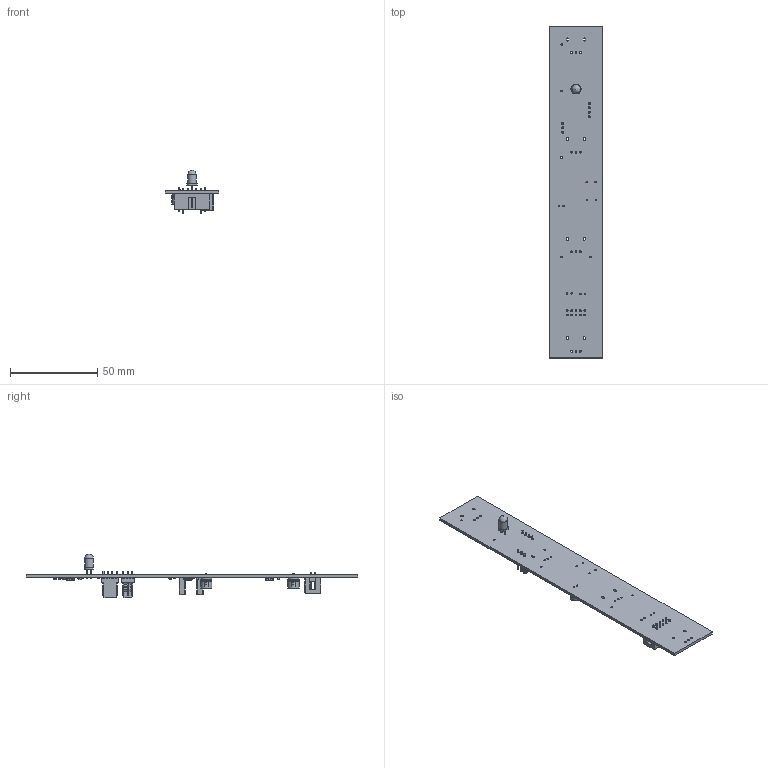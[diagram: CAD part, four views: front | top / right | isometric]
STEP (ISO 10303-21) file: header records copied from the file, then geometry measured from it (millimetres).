
FILE_DESCRIPTION(('KiCad electronic assembly'),'2;1');
FILE_NAME('envelope_follower-3D.step','2022-08-16T14:53:18',('Pcbnew'),( 'Kicad'),'Open CASCADE STEP processor 7.5','KiCad to STEP converter' ,'Unknown');
FILE_SCHEMA(('AUTOMOTIVE_DESIGN { 1 0 10303 214 1 1 1 1 }'));
Length unit declared in the file: millimetre
Products named in the file (22): envelope_follower-3D 1; LED_D5.0mm; SOLID; SOIC-8_3.9x4.9mm_P1.27mm; R_0805_2012Metric; IDC-Header_2x05_P2.54mm_Vertical; C_0805_2012Metric; D_SOD-123; C_Rect_L7.0mm_W3.5mm_P5.00mm; Molex_KK-254_AE-6410-03A_1x03_P2.54mm_Vertical; CP_Radial_D6.3mm_P2.50mm; Molex_KK-254_AE-6410-04A_1x04_P2.54mm_Vertical; tmp5_t15bcb PCB
Assembly tree (53 placements, depth 3):
  envelope_follower-3D 1
    LED_D5.0mm
      SOLID
    SOIC-8_3.9x4.9mm_P1.27mm  x3
      SOLID
    R_0805_2012Metric  x18
      SOLID
    IDC-Header_2x05_P2.54mm_Vertical
      SOLID
    C_0805_2012Metric  x6
      SOLID
    D_SOD-123  x6
      SOLID
    C_Rect_L7.0mm_W3.5mm_P5.00mm  x2
      SOLID
    Molex_KK-254_AE-6410-03A_1x03_P2.54mm_Vertical
      SOLID
    CP_Radial_D6.3mm_P2.50mm  x3
      SOLID
    Molex_KK-254_AE-6410-04A_1x04_P2.54mm_Vertical
      SOLID
    tmp5_t15bcb PCB
Bounding box: 30.48 x 190.5 x 25 mm (x, y, z)
Volume: 11806.9 mm3; surface area: 16755.8 mm2
Topology: 43 solids, 46 shells, 2218 faces, 5523 edges, 3461 vertices
Faces by surface type: bspline 2134, cylinder 62, plane 22
Full cylindrical faces by diameter (mm): 0.8 x10, 0.9 x2, 1 x27, 1.19 x7
Entity records: 56008 total; most frequent: CARTESIAN_POINT 19520, B_SPLINE_CURVE_WITH_KNOTS 5334, ORIENTED_EDGE 4320, PCURVE 4320, DEFINITIONAL_REPRESENTATION 4320, EDGE_CURVE 2160, SURFACE_CURVE 2101, VERTEX_POINT 1357
